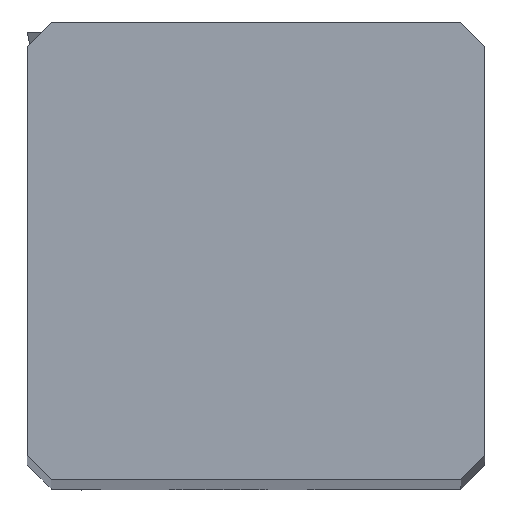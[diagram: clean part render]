
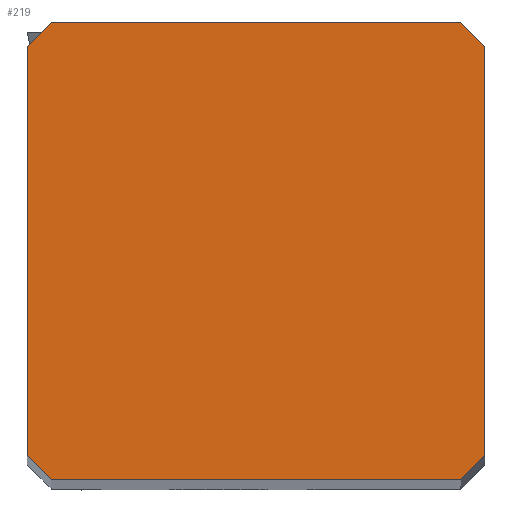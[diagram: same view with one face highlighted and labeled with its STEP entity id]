
A CAD part, top view. The second image highlights one B-rep face of the part: STEP entity #219.
In plain terms, the highlighted planar face has unit normal (0, 0, 1).
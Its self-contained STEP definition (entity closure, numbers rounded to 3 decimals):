
#139=FACE_OUTER_BOUND('',#348,.T.);
#219=ADVANCED_FACE('',(#139),#289,.T.);
#289=PLANE('',#1724);
#348=EDGE_LOOP('',(#543,#544,#545,#546,#547,#548,#549,#550));
#543=ORIENTED_EDGE('',*,*,#1085,.T.);
#544=ORIENTED_EDGE('',*,*,#1086,.F.);
#545=ORIENTED_EDGE('',*,*,#1047,.T.);
#546=ORIENTED_EDGE('',*,*,#1087,.F.);
#547=ORIENTED_EDGE('',*,*,#1088,.F.);
#548=ORIENTED_EDGE('',*,*,#1089,.F.);
#549=ORIENTED_EDGE('',*,*,#1090,.T.);
#550=ORIENTED_EDGE('',*,*,#1091,.F.);
#884=VERTEX_POINT('',#2424);
#885=VERTEX_POINT('',#2426);
#915=VERTEX_POINT('',#2515);
#916=VERTEX_POINT('',#2518);
#917=VERTEX_POINT('',#2523);
#918=VERTEX_POINT('',#2525);
#919=VERTEX_POINT('',#2527);
#920=VERTEX_POINT('',#2529);
#1047=EDGE_CURVE('',#885,#884,#1395,.T.);
#1085=EDGE_CURVE('',#915,#916,#1415,.T.);
#1086=EDGE_CURVE('',#885,#916,#1416,.T.);
#1087=EDGE_CURVE('',#917,#884,#1417,.T.);
#1088=EDGE_CURVE('',#918,#917,#1418,.T.);
#1089=EDGE_CURVE('',#919,#918,#1419,.T.);
#1090=EDGE_CURVE('',#919,#920,#1420,.T.);
#1091=EDGE_CURVE('',#915,#920,#1421,.T.);
#1395=LINE('',#2425,#1512);
#1415=LINE('',#2519,#1532);
#1416=LINE('',#2521,#1533);
#1417=LINE('',#2522,#1534);
#1418=LINE('',#2524,#1535);
#1419=LINE('',#2526,#1536);
#1420=LINE('',#2528,#1537);
#1421=LINE('',#2530,#1538);
#1512=VECTOR('',#1962,1.);
#1532=VECTOR('',#2026,1.);
#1533=VECTOR('',#2029,1.);
#1534=VECTOR('',#2030,1.);
#1535=VECTOR('',#2031,1.);
#1536=VECTOR('',#2032,1.);
#1537=VECTOR('',#2033,1.);
#1538=VECTOR('',#2034,1.);
#1724=AXIS2_PLACEMENT_3D('',#2531,#2035,#2036);
#1962=DIRECTION('',(1.,0.,0.));
#2026=DIRECTION('',(0.,-1.,0.));
#2029=DIRECTION('',(-0.707,0.707,0.));
#2030=DIRECTION('',(-0.707,-0.707,0.));
#2031=DIRECTION('',(0.,-1.,0.));
#2032=DIRECTION('',(0.707,-0.707,0.));
#2033=DIRECTION('',(-1.,0.,0.));
#2034=DIRECTION('',(0.707,0.707,0.));
#2035=DIRECTION('',(0.,0.,1.));
#2036=DIRECTION('',(1.,0.,0.));
#2424=CARTESIAN_POINT('',(-0.5,0.,0.));
#2425=CARTESIAN_POINT('',(-9.025,0.,0.));
#2426=CARTESIAN_POINT('',(-9.025,0.,0.));
#2515=CARTESIAN_POINT('',(-9.525,9.025,0.));
#2518=CARTESIAN_POINT('',(-9.525,0.5,0.));
#2519=CARTESIAN_POINT('',(-9.525,9.025,0.));
#2521=CARTESIAN_POINT('',(-9.025,0.,0.));
#2522=CARTESIAN_POINT('',(0.,0.5,0.));
#2523=CARTESIAN_POINT('',(0.,0.5,0.));
#2524=CARTESIAN_POINT('',(0.,9.025,0.));
#2525=CARTESIAN_POINT('',(0.,9.025,0.));
#2526=CARTESIAN_POINT('',(-0.5,9.525,0.));
#2527=CARTESIAN_POINT('',(-0.5,9.525,0.));
#2528=CARTESIAN_POINT('',(-0.5,9.525,0.));
#2529=CARTESIAN_POINT('',(-9.025,9.525,0.));
#2530=CARTESIAN_POINT('',(-9.525,9.025,0.));
#2531=CARTESIAN_POINT('',(-4.763,4.763,0.));
